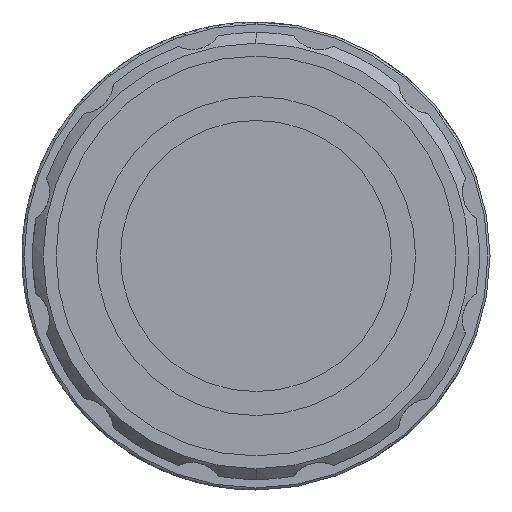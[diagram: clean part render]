
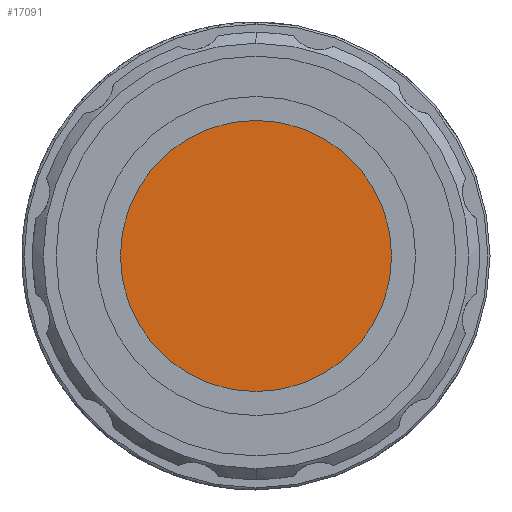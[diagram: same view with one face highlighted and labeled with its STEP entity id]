
A CAD part, left-side view. The second image highlights one B-rep face of the part: STEP entity #17091.
In plain terms, the highlighted planar face has unit normal (-1, 0, 0).
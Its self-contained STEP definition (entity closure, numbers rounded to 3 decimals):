
#1012 = ORIENTED_EDGE ( 'NONE', *, *, #2693, .T. ) ;
#2120 = AXIS2_PLACEMENT_3D ( 'NONE', #18950, #16656, #22891 ) ;
#2653 = PLANE ( 'NONE',  #7355 ) ;
#2693 = EDGE_CURVE ( 'Defeature ausgef�hrt1_464+Defeature ausgef�hrt1_465+Defeature ausgef�hrt1_465+Defeature ausgef�hrt1_465', #19343, #25040, #22256, .T. ) ;
#4726 = CARTESIAN_POINT ( 'NONE',  ( 1.927, 0., 0. ) ) ;
#5079 = AXIS2_PLACEMENT_3D ( 'NONE', #4726, #25041, #19049 ) ;
#7355 = AXIS2_PLACEMENT_3D ( 'NONE', #20683, #10799, #8570 ) ;
#7726 = ORIENTED_EDGE ( 'NONE', *, *, #25119, .T. ) ;
#8570 = DIRECTION ( 'NONE',  ( 0., 0., 1. ) ) ;
#10680 = CARTESIAN_POINT ( 'NONE',  ( 1.927, 0., 12.75 ) ) ;
#10799 = DIRECTION ( 'NONE',  ( -1., 0., 0. ) ) ;
#16656 = DIRECTION ( 'NONE',  ( -1., 0., 0. ) ) ;
#17091 = ADVANCED_FACE ( 'Defeature ausgef�hrt1_464', ( #23455 ), #2653, .T. ) ;
#18950 = CARTESIAN_POINT ( 'NONE',  ( 1.927, 0., 0. ) ) ;
#19049 = DIRECTION ( 'NONE',  ( 0., 0., 1. ) ) ;
#19242 = CIRCLE ( 'NONE', #5079, 12.75 ) ;
#19343 = VERTEX_POINT ( 'NONE', #10680 ) ;
#20683 = CARTESIAN_POINT ( 'NONE',  ( 1.927, 0., 0. ) ) ;
#21419 = EDGE_LOOP ( 'NONE', ( #1012, #7726 ) ) ;
#22256 = CIRCLE ( 'NONE', #2120, 12.75 ) ;
#22891 = DIRECTION ( 'NONE',  ( 0., 0., 1. ) ) ;
#23455 = FACE_OUTER_BOUND ( 'NONE', #21419, .T. ) ;
#24958 = CARTESIAN_POINT ( 'NONE',  ( 1.927, 0., -12.75 ) ) ;
#25040 = VERTEX_POINT ( 'NONE', #24958 ) ;
#25041 = DIRECTION ( 'NONE',  ( -1., 0., 0. ) ) ;
#25119 = EDGE_CURVE ( 'Defeature ausgef�hrt1_464+Defeature ausgef�hrt1_465+Defeature ausgef�hrt1_465+Defeature ausgef�hrt1_465', #25040, #19343, #19242, .T. ) ;
